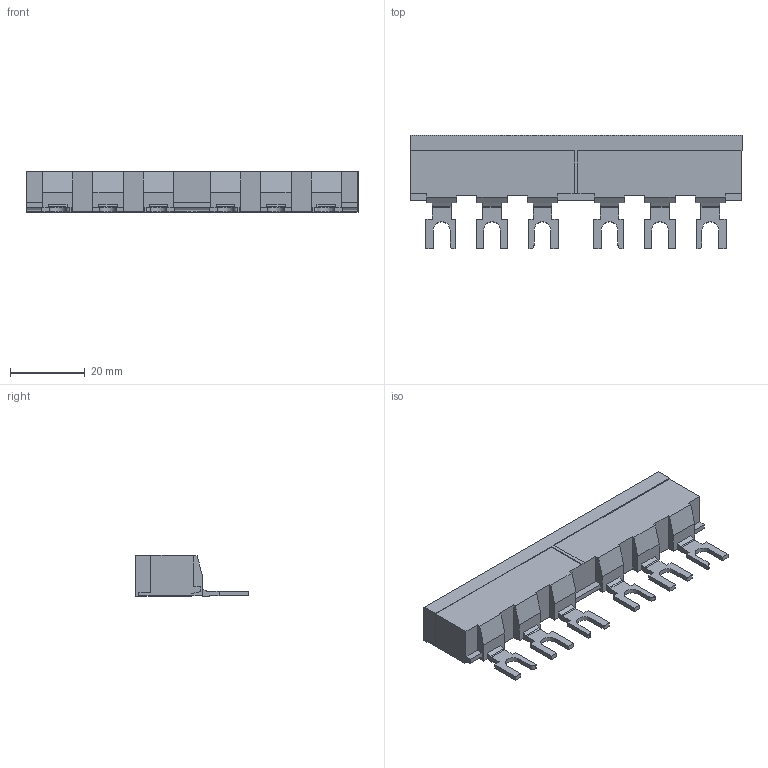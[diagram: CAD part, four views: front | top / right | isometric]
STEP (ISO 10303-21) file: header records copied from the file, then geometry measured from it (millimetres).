
FILE_DESCRIPTION (( 'STEP AP203' ), '1' );
FILE_NAME ('GV2G245.step', '2023-08-31T19:59:34', ( '' ), ( '' ), 'SwSTEP 2.0', 'SolidWorks 2021', '' );
FILE_SCHEMA (( 'CONFIG_CONTROL_DESIGN' ));
Length unit declared in the file: inch
Products named in the file (1): GV2G245
Bounding box: 89 x 30.5 x 11.23 mm (x, y, z)
Volume: 16073.6 mm3; surface area: 7218.7 mm2
Topology: 1 solids, 1 shells, 229 faces, 660 edges, 440 vertices
Faces by surface type: plane 209, cylinder 20
Entity records: 7473 total; most frequent: CARTESIAN_POINT 1330, ORIENTED_EDGE 1320, DIRECTION 1160, EDGE_CURVE 660, VECTOR 620, LINE 620, VERTEX_POINT 440, AXIS2_PLACEMENT_3D 270
